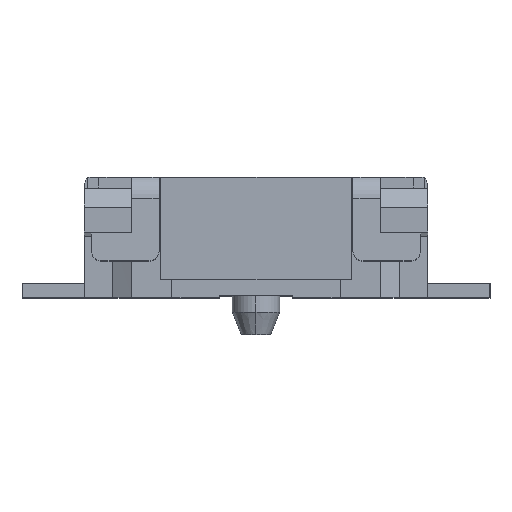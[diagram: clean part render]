
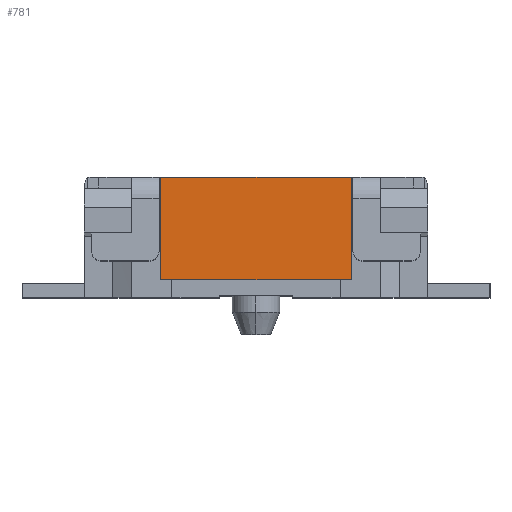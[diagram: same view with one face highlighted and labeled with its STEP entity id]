
A CAD part, top view. The second image highlights one B-rep face of the part: STEP entity #781.
In plain terms, the highlighted planar face has unit normal (0, 0, 1).
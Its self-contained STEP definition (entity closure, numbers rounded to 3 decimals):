
#149 = CARTESIAN_POINT ( 'NONE',  ( -1.3, 0., 2.75 ) ) ;
#271 = ORIENTED_EDGE ( 'NONE', *, *, #3313, .T. ) ;
#614 = VERTEX_POINT ( 'NONE', #4175 ) ;
#643 = DIRECTION ( 'NONE',  ( -1., 0., 0. ) ) ;
#659 = LINE ( 'NONE', #6513, #7132 ) ;
#712 = DIRECTION ( 'NONE',  ( -1., 0., 0. ) ) ;
#781 = ADVANCED_FACE ( 'NONE', ( #2436 ), #6069, .F. ) ;
#1652 = EDGE_CURVE ( 'NONE', #4862, #614, #659, .T. ) ;
#1656 = VECTOR ( 'NONE', #3764, 1000. ) ;
#2290 = DIRECTION ( 'NONE',  ( 0., -1., 0. ) ) ;
#2417 = LINE ( 'NONE', #149, #1656 ) ;
#2436 = FACE_OUTER_BOUND ( 'NONE', #4610, .T. ) ;
#2482 = DIRECTION ( 'NONE',  ( 0., 0., -1. ) ) ;
#3313 = EDGE_CURVE ( 'NONE', #8858, #7713, #8097, .T. ) ;
#3727 = CARTESIAN_POINT ( 'NONE',  ( 1.3, 1.647, 2.75 ) ) ;
#3764 = DIRECTION ( 'NONE',  ( 0., -1., 0. ) ) ;
#4175 = CARTESIAN_POINT ( 'NONE',  ( -1.3, 0.247, 2.75 ) ) ;
#4388 = ORIENTED_EDGE ( 'NONE', *, *, #1652, .F. ) ;
#4610 = EDGE_LOOP ( 'NONE', ( #4388, #8186, #271, #9449 ) ) ;
#4862 = VERTEX_POINT ( 'NONE', #5873 ) ;
#5873 = CARTESIAN_POINT ( 'NONE',  ( 1.3, 0.247, 2.75 ) ) ;
#5880 = AXIS2_PLACEMENT_3D ( 'NONE', #9008, #2482, #7562 ) ;
#6069 = PLANE ( 'NONE',  #5880 ) ;
#6513 = CARTESIAN_POINT ( 'NONE',  ( -1.15, 0.247, 2.75 ) ) ;
#6672 = VECTOR ( 'NONE', #643, 1000. ) ;
#7132 = VECTOR ( 'NONE', #712, 1000. ) ;
#7533 = EDGE_CURVE ( 'NONE', #7713, #614, #2417, .T. ) ;
#7550 = CARTESIAN_POINT ( 'NONE',  ( 1.3, 1.647, 2.75 ) ) ;
#7562 = DIRECTION ( 'NONE',  ( -1., 0., 0. ) ) ;
#7688 = CARTESIAN_POINT ( 'NONE',  ( -1.3, 1.647, 2.75 ) ) ;
#7713 = VERTEX_POINT ( 'NONE', #7688 ) ;
#8097 = LINE ( 'NONE', #3727, #6672 ) ;
#8186 = ORIENTED_EDGE ( 'NONE', *, *, #9186, .F. ) ;
#8396 = VECTOR ( 'NONE', #2290, 1000. ) ;
#8727 = CARTESIAN_POINT ( 'NONE',  ( 1.3, 1.547, 2.75 ) ) ;
#8858 = VERTEX_POINT ( 'NONE', #7550 ) ;
#8910 = LINE ( 'NONE', #8727, #8396 ) ;
#9008 = CARTESIAN_POINT ( 'NONE',  ( 1.3, 1.547, 2.75 ) ) ;
#9186 = EDGE_CURVE ( 'NONE', #8858, #4862, #8910, .T. ) ;
#9449 = ORIENTED_EDGE ( 'NONE', *, *, #7533, .T. ) ;
